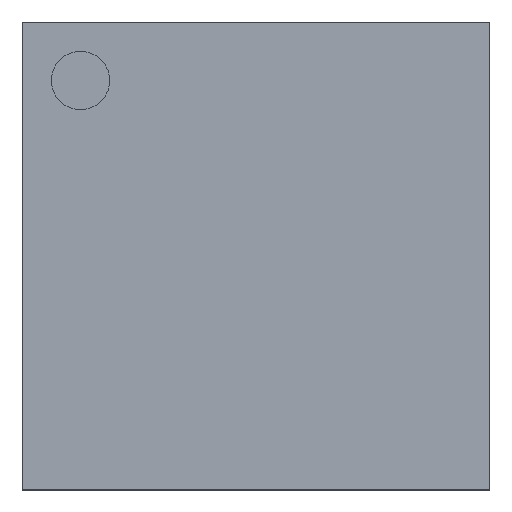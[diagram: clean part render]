
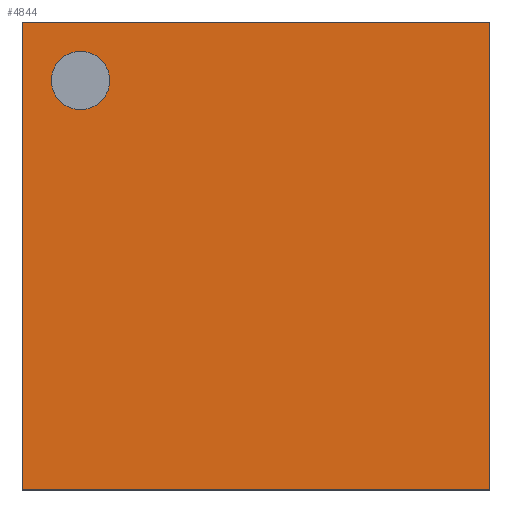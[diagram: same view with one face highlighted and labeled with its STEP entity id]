
A CAD part, top view. The second image highlights one B-rep face of the part: STEP entity #4844.
In plain terms, the highlighted planar face has unit normal (0, 0, 1).
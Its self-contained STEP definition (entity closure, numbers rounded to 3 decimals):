
#4655 = VERTEX_POINT('',#4656);
#4656 = CARTESIAN_POINT('',(-4.,-4.,1.));
#4663 = PLANE('',#4664);
#4664 = AXIS2_PLACEMENT_3D('',#4665,#4666,#4667);
#4665 = CARTESIAN_POINT('',(-4.,-4.,0.3));
#4666 = DIRECTION('',(1.,0.,0.));
#4667 = DIRECTION('',(0.,0.,1.));
#4675 = PLANE('',#4676);
#4676 = AXIS2_PLACEMENT_3D('',#4677,#4678,#4679);
#4677 = CARTESIAN_POINT('',(-4.,-4.,0.3));
#4678 = DIRECTION('',(0.,1.,0.));
#4679 = DIRECTION('',(0.,0.,1.));
#4716 = VERTEX_POINT('',#4717);
#4717 = CARTESIAN_POINT('',(-4.,4.,1.));
#4731 = PLANE('',#4732);
#4732 = AXIS2_PLACEMENT_3D('',#4733,#4734,#4735);
#4733 = CARTESIAN_POINT('',(-4.,4.,0.3));
#4734 = DIRECTION('',(0.,1.,0.));
#4735 = DIRECTION('',(0.,0.,1.));
#4743 = EDGE_CURVE('',#4655,#4716,#4744,.T.);
#4744 = SURFACE_CURVE('',#4745,(#4749,#4756),.PCURVE_S1.);
#4745 = LINE('',#4746,#4747);
#4746 = CARTESIAN_POINT('',(-4.,-4.,1.));
#4747 = VECTOR('',#4748,1.);
#4748 = DIRECTION('',(0.,1.,0.));
#4749 = PCURVE('',#4663,#4750);
#4750 = DEFINITIONAL_REPRESENTATION('',(#4751),#4755);
#4751 = LINE('',#4752,#4753);
#4752 = CARTESIAN_POINT('',(0.7,0.));
#4753 = VECTOR('',#4754,1.);
#4754 = DIRECTION('',(0.,-1.));
#4755 = ( GEOMETRIC_REPRESENTATION_CONTEXT(2) 
PARAMETRIC_REPRESENTATION_CONTEXT() REPRESENTATION_CONTEXT('2D SPACE',''
  ) );
#4756 = PCURVE('',#4757,#4762);
#4757 = PLANE('',#4758);
#4758 = AXIS2_PLACEMENT_3D('',#4759,#4760,#4761);
#4759 = CARTESIAN_POINT('',(-4.,-4.,1.));
#4760 = DIRECTION('',(0.,0.,1.));
#4761 = DIRECTION('',(1.,0.,0.));
#4762 = DEFINITIONAL_REPRESENTATION('',(#4763),#4767);
#4763 = LINE('',#4764,#4765);
#4764 = CARTESIAN_POINT('',(0.,0.));
#4765 = VECTOR('',#4766,1.);
#4766 = DIRECTION('',(0.,1.));
#4767 = ( GEOMETRIC_REPRESENTATION_CONTEXT(2) 
PARAMETRIC_REPRESENTATION_CONTEXT() REPRESENTATION_CONTEXT('2D SPACE',''
  ) );
#4796 = EDGE_CURVE('',#4655,#4797,#4799,.T.);
#4797 = VERTEX_POINT('',#4798);
#4798 = CARTESIAN_POINT('',(4.,-4.,1.));
#4799 = SURFACE_CURVE('',#4800,(#4804,#4811),.PCURVE_S1.);
#4800 = LINE('',#4801,#4802);
#4801 = CARTESIAN_POINT('',(-4.,-4.,1.));
#4802 = VECTOR('',#4803,1.);
#4803 = DIRECTION('',(1.,0.,0.));
#4804 = PCURVE('',#4675,#4805);
#4805 = DEFINITIONAL_REPRESENTATION('',(#4806),#4810);
#4806 = LINE('',#4807,#4808);
#4807 = CARTESIAN_POINT('',(0.7,0.));
#4808 = VECTOR('',#4809,1.);
#4809 = DIRECTION('',(0.,1.));
#4810 = ( GEOMETRIC_REPRESENTATION_CONTEXT(2) 
PARAMETRIC_REPRESENTATION_CONTEXT() REPRESENTATION_CONTEXT('2D SPACE',''
  ) );
#4811 = PCURVE('',#4757,#4812);
#4812 = DEFINITIONAL_REPRESENTATION('',(#4813),#4817);
#4813 = LINE('',#4814,#4815);
#4814 = CARTESIAN_POINT('',(0.,0.));
#4815 = VECTOR('',#4816,1.);
#4816 = DIRECTION('',(1.,0.));
#4817 = ( GEOMETRIC_REPRESENTATION_CONTEXT(2) 
PARAMETRIC_REPRESENTATION_CONTEXT() REPRESENTATION_CONTEXT('2D SPACE',''
  ) );
#4833 = PLANE('',#4834);
#4834 = AXIS2_PLACEMENT_3D('',#4835,#4836,#4837);
#4835 = CARTESIAN_POINT('',(4.,-4.,0.3));
#4836 = DIRECTION('',(1.,0.,0.));
#4837 = DIRECTION('',(0.,0.,1.));
#4844 = ADVANCED_FACE('',(#4845,#4893),#4757,.T.);
#4845 = FACE_BOUND('',#4846,.T.);
#4846 = EDGE_LOOP('',(#4847,#4848,#4849,#4872));
#4847 = ORIENTED_EDGE('',*,*,#4743,.F.);
#4848 = ORIENTED_EDGE('',*,*,#4796,.T.);
#4849 = ORIENTED_EDGE('',*,*,#4850,.T.);
#4850 = EDGE_CURVE('',#4797,#4851,#4853,.T.);
#4851 = VERTEX_POINT('',#4852);
#4852 = CARTESIAN_POINT('',(4.,4.,1.));
#4853 = SURFACE_CURVE('',#4854,(#4858,#4865),.PCURVE_S1.);
#4854 = LINE('',#4855,#4856);
#4855 = CARTESIAN_POINT('',(4.,-4.,1.));
#4856 = VECTOR('',#4857,1.);
#4857 = DIRECTION('',(0.,1.,0.));
#4858 = PCURVE('',#4757,#4859);
#4859 = DEFINITIONAL_REPRESENTATION('',(#4860),#4864);
#4860 = LINE('',#4861,#4862);
#4861 = CARTESIAN_POINT('',(8.,0.));
#4862 = VECTOR('',#4863,1.);
#4863 = DIRECTION('',(0.,1.));
#4864 = ( GEOMETRIC_REPRESENTATION_CONTEXT(2) 
PARAMETRIC_REPRESENTATION_CONTEXT() REPRESENTATION_CONTEXT('2D SPACE',''
  ) );
#4865 = PCURVE('',#4833,#4866);
#4866 = DEFINITIONAL_REPRESENTATION('',(#4867),#4871);
#4867 = LINE('',#4868,#4869);
#4868 = CARTESIAN_POINT('',(0.7,0.));
#4869 = VECTOR('',#4870,1.);
#4870 = DIRECTION('',(0.,-1.));
#4871 = ( GEOMETRIC_REPRESENTATION_CONTEXT(2) 
PARAMETRIC_REPRESENTATION_CONTEXT() REPRESENTATION_CONTEXT('2D SPACE',''
  ) );
#4872 = ORIENTED_EDGE('',*,*,#4873,.F.);
#4873 = EDGE_CURVE('',#4716,#4851,#4874,.T.);
#4874 = SURFACE_CURVE('',#4875,(#4879,#4886),.PCURVE_S1.);
#4875 = LINE('',#4876,#4877);
#4876 = CARTESIAN_POINT('',(-4.,4.,1.));
#4877 = VECTOR('',#4878,1.);
#4878 = DIRECTION('',(1.,0.,0.));
#4879 = PCURVE('',#4757,#4880);
#4880 = DEFINITIONAL_REPRESENTATION('',(#4881),#4885);
#4881 = LINE('',#4882,#4883);
#4882 = CARTESIAN_POINT('',(0.,8.));
#4883 = VECTOR('',#4884,1.);
#4884 = DIRECTION('',(1.,0.));
#4885 = ( GEOMETRIC_REPRESENTATION_CONTEXT(2) 
PARAMETRIC_REPRESENTATION_CONTEXT() REPRESENTATION_CONTEXT('2D SPACE',''
  ) );
#4886 = PCURVE('',#4731,#4887);
#4887 = DEFINITIONAL_REPRESENTATION('',(#4888),#4892);
#4888 = LINE('',#4889,#4890);
#4889 = CARTESIAN_POINT('',(0.7,0.));
#4890 = VECTOR('',#4891,1.);
#4891 = DIRECTION('',(0.,1.));
#4892 = ( GEOMETRIC_REPRESENTATION_CONTEXT(2) 
PARAMETRIC_REPRESENTATION_CONTEXT() REPRESENTATION_CONTEXT('2D SPACE',''
  ) );
#4893 = FACE_BOUND('',#4894,.T.);
#4894 = EDGE_LOOP('',(#4895));
#4895 = ORIENTED_EDGE('',*,*,#4896,.F.);
#4896 = EDGE_CURVE('',#4897,#4897,#4899,.T.);
#4897 = VERTEX_POINT('',#4898);
#4898 = CARTESIAN_POINT('',(-2.5,3.,1.));
#4899 = SURFACE_CURVE('',#4900,(#4905,#4912),.PCURVE_S1.);
#4900 = CIRCLE('',#4901,0.5);
#4901 = AXIS2_PLACEMENT_3D('',#4902,#4903,#4904);
#4902 = CARTESIAN_POINT('',(-3.,3.,1.));
#4903 = DIRECTION('',(0.,0.,1.));
#4904 = DIRECTION('',(1.,0.,0.));
#4905 = PCURVE('',#4757,#4906);
#4906 = DEFINITIONAL_REPRESENTATION('',(#4907),#4911);
#4907 = CIRCLE('',#4908,0.5);
#4908 = AXIS2_PLACEMENT_2D('',#4909,#4910);
#4909 = CARTESIAN_POINT('',(1.,7.));
#4910 = DIRECTION('',(1.,0.));
#4911 = ( GEOMETRIC_REPRESENTATION_CONTEXT(2) 
PARAMETRIC_REPRESENTATION_CONTEXT() REPRESENTATION_CONTEXT('2D SPACE',''
  ) );
#4912 = PCURVE('',#4913,#4918);
#4913 = CYLINDRICAL_SURFACE('',#4914,0.5);
#4914 = AXIS2_PLACEMENT_3D('',#4915,#4916,#4917);
#4915 = CARTESIAN_POINT('',(-3.,3.,0.9));
#4916 = DIRECTION('',(0.,0.,1.));
#4917 = DIRECTION('',(1.,0.,0.));
#4918 = DEFINITIONAL_REPRESENTATION('',(#4919),#4923);
#4919 = LINE('',#4920,#4921);
#4920 = CARTESIAN_POINT('',(0.,0.1));
#4921 = VECTOR('',#4922,1.);
#4922 = DIRECTION('',(1.,0.));
#4923 = ( GEOMETRIC_REPRESENTATION_CONTEXT(2) 
PARAMETRIC_REPRESENTATION_CONTEXT() REPRESENTATION_CONTEXT('2D SPACE',''
  ) );
